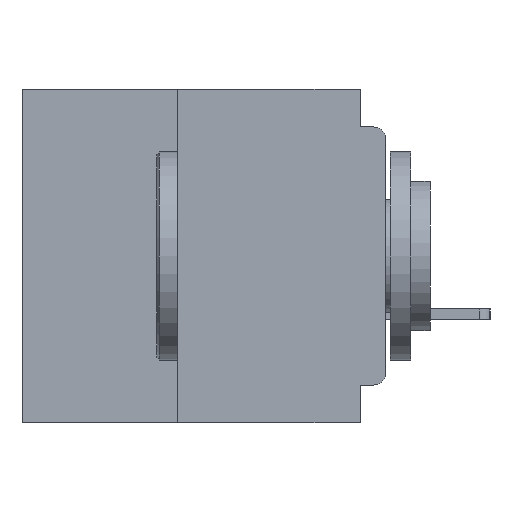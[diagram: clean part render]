
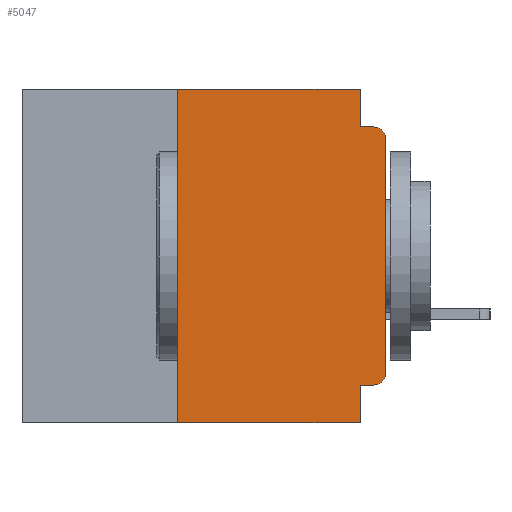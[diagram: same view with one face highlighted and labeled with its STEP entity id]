
A CAD part, left-side view. The second image highlights one B-rep face of the part: STEP entity #5047.
In plain terms, the highlighted planar face has unit normal (-1, 0, 0).
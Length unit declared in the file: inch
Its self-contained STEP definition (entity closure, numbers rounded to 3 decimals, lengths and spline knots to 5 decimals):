
#291 = VECTOR ( 'NONE', #1007, 39.37008 ) ;
#1007 = DIRECTION ( 'NONE',  ( 0., 0., 1. ) ) ;
#1181 = LINE ( 'NONE', #21525, #291 ) ;
#1188 = DIRECTION ( 'NONE',  ( 0., 0., -1. ) ) ;
#1544 = CARTESIAN_POINT ( 'NONE',  ( 0., 0., -0.34 ) ) ;
#1635 = VERTEX_POINT ( 'NONE', #30199 ) ;
#1651 = CARTESIAN_POINT ( 'NONE',  ( 0., 0.031, -0.045 ) ) ;
#1663 = VERTEX_POINT ( 'NONE', #36223 ) ;
#2208 = VECTOR ( 'NONE', #29204, 39.37008 ) ;
#3030 = AXIS2_PLACEMENT_3D ( 'NONE', #34350, #16849, #37282 ) ;
#3052 = ORIENTED_EDGE ( 'NONE', *, *, #22668, .F. ) ;
#4606 = DIRECTION ( 'NONE',  ( 0., 0., -1. ) ) ;
#5047 = ADVANCED_FACE ( 'NONE', ( #11574 ), #36774, .F. ) ;
#5483 = ORIENTED_EDGE ( 'NONE', *, *, #29427, .F. ) ;
#6307 = VERTEX_POINT ( 'NONE', #16892 ) ;
#6938 = CARTESIAN_POINT ( 'NONE',  ( 0., 0.25, -0.4 ) ) ;
#8665 = LINE ( 'NONE', #12101, #36113 ) ;
#9245 = EDGE_CURVE ( 'NONE', #22649, #9567, #10068, .T. ) ;
#9309 = AXIS2_PLACEMENT_3D ( 'NONE', #19243, #22166, #4606 ) ;
#9567 = VERTEX_POINT ( 'NONE', #16052 ) ;
#10068 = LINE ( 'NONE', #32187, #2208 ) ;
#10447 = ORIENTED_EDGE ( 'NONE', *, *, #18292, .F. ) ;
#10531 = CIRCLE ( 'NONE', #21554, 0.015 ) ;
#10608 = ORIENTED_EDGE ( 'NONE', *, *, #9245, .T. ) ;
#10618 = EDGE_CURVE ( 'NONE', #16007, #1663, #1181, .T. ) ;
#11192 = VECTOR ( 'NONE', #15789, 39.37008 ) ;
#11510 = DIRECTION ( 'NONE',  ( 0., 0., -1. ) ) ;
#11574 = FACE_OUTER_BOUND ( 'NONE', #30829, .T. ) ;
#11844 = VERTEX_POINT ( 'NONE', #12880 ) ;
#11848 = LINE ( 'NONE', #16509, #26463 ) ;
#12101 = CARTESIAN_POINT ( 'NONE',  ( 0., 0., -0.045 ) ) ;
#12880 = CARTESIAN_POINT ( 'NONE',  ( 0., 0.25, 0. ) ) ;
#13090 = EDGE_CURVE ( 'NONE', #22649, #11844, #18965, .T. ) ;
#13300 = LINE ( 'NONE', #37019, #35739 ) ;
#13573 = VERTEX_POINT ( 'NONE', #32647 ) ;
#14487 = VERTEX_POINT ( 'NONE', #1651 ) ;
#14572 = EDGE_CURVE ( 'NONE', #14916, #16007, #27052, .T. ) ;
#14916 = VERTEX_POINT ( 'NONE', #15306 ) ;
#15306 = CARTESIAN_POINT ( 'NONE',  ( 0., 0.015, -0.355 ) ) ;
#15360 = VECTOR ( 'NONE', #21708, 39.37008 ) ;
#15789 = DIRECTION ( 'NONE',  ( 0., 0., 1. ) ) ;
#16007 = VERTEX_POINT ( 'NONE', #1544 ) ;
#16052 = CARTESIAN_POINT ( 'NONE',  ( 0., 0.031, -0.4 ) ) ;
#16120 = ORIENTED_EDGE ( 'NONE', *, *, #13090, .F. ) ;
#16509 = CARTESIAN_POINT ( 'NONE',  ( 0., 0.031, 0. ) ) ;
#16849 = DIRECTION ( 'NONE',  ( -1., 0., 0. ) ) ;
#16892 = CARTESIAN_POINT ( 'NONE',  ( 0., 0.031, -0.355 ) ) ;
#18292 = EDGE_CURVE ( 'NONE', #14487, #1635, #8665, .T. ) ;
#18795 = DIRECTION ( 'NONE',  ( -1., 0., 0. ) ) ;
#18965 = LINE ( 'NONE', #6938, #11192 ) ;
#19243 = CARTESIAN_POINT ( 'NONE',  ( 0., 0.437, 0. ) ) ;
#20629 = ORIENTED_EDGE ( 'NONE', *, *, #29591, .F. ) ;
#20961 = VECTOR ( 'NONE', #11510, 39.37008 ) ;
#21015 = ORIENTED_EDGE ( 'NONE', *, *, #14572, .T. ) ;
#21525 = CARTESIAN_POINT ( 'NONE',  ( 0., 0., 0. ) ) ;
#21554 = AXIS2_PLACEMENT_3D ( 'NONE', #36318, #18795, #1188 ) ;
#21708 = DIRECTION ( 'NONE',  ( 0., 1., 0. ) ) ;
#22166 = DIRECTION ( 'NONE',  ( 1., 0., 0. ) ) ;
#22270 = ORIENTED_EDGE ( 'NONE', *, *, #36230, .T. ) ;
#22345 = DIRECTION ( 'NONE',  ( 0., 0., -1. ) ) ;
#22649 = VERTEX_POINT ( 'NONE', #33367 ) ;
#22668 = EDGE_CURVE ( 'NONE', #14916, #6307, #23087, .T. ) ;
#23087 = LINE ( 'NONE', #36317, #15360 ) ;
#26067 = CARTESIAN_POINT ( 'NONE',  ( 0., 0.031, -0.4 ) ) ;
#26463 = VECTOR ( 'NONE', #22345, 39.37008 ) ;
#26658 = DIRECTION ( 'NONE',  ( 0., -1., 0. ) ) ;
#27052 = CIRCLE ( 'NONE', #3030, 0.015 ) ;
#28272 = DIRECTION ( 'NONE',  ( 0., -1., 0. ) ) ;
#29204 = DIRECTION ( 'NONE',  ( 0., -1., 0. ) ) ;
#29427 = EDGE_CURVE ( 'NONE', #13573, #14487, #11848, .T. ) ;
#29591 = EDGE_CURVE ( 'NONE', #6307, #9567, #29651, .T. ) ;
#29651 = LINE ( 'NONE', #26067, #20961 ) ;
#30199 = CARTESIAN_POINT ( 'NONE',  ( 0., 0.015, -0.045 ) ) ;
#30300 = ORIENTED_EDGE ( 'NONE', *, *, #10618, .T. ) ;
#30465 = EDGE_CURVE ( 'NONE', #11844, #13573, #13300, .T. ) ;
#30829 = EDGE_LOOP ( 'NONE', ( #30300, #22270, #10447, #5483, #33078, #16120, #10608, #20629, #3052, #21015 ) ) ;
#32187 = CARTESIAN_POINT ( 'NONE',  ( 0., 0.437, -0.4 ) ) ;
#32647 = CARTESIAN_POINT ( 'NONE',  ( 0., 0.031, 0. ) ) ;
#33078 = ORIENTED_EDGE ( 'NONE', *, *, #30465, .F. ) ;
#33367 = CARTESIAN_POINT ( 'NONE',  ( 0., 0.25, -0.4 ) ) ;
#34350 = CARTESIAN_POINT ( 'NONE',  ( 0., 0.015, -0.34 ) ) ;
#35739 = VECTOR ( 'NONE', #28272, 39.37008 ) ;
#36113 = VECTOR ( 'NONE', #26658, 39.37008 ) ;
#36223 = CARTESIAN_POINT ( 'NONE',  ( 0., 0., -0.06 ) ) ;
#36230 = EDGE_CURVE ( 'NONE', #1663, #1635, #10531, .T. ) ;
#36317 = CARTESIAN_POINT ( 'NONE',  ( 0., 0., -0.355 ) ) ;
#36318 = CARTESIAN_POINT ( 'NONE',  ( 0., 0.015, -0.06 ) ) ;
#36774 = PLANE ( 'NONE',  #9309 ) ;
#37019 = CARTESIAN_POINT ( 'NONE',  ( 0., 0.437, 0. ) ) ;
#37282 = DIRECTION ( 'NONE',  ( 0., 0., -1. ) ) ;
